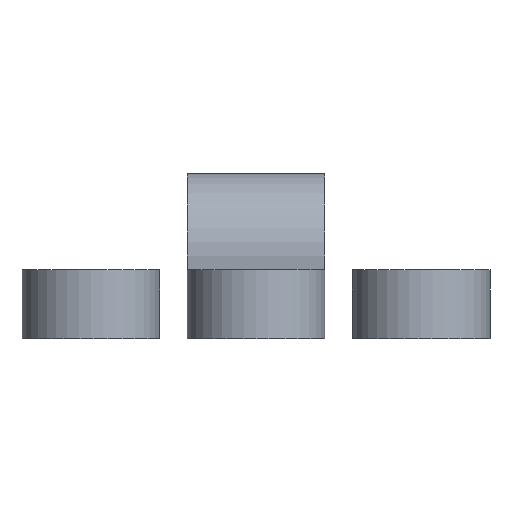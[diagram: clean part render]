
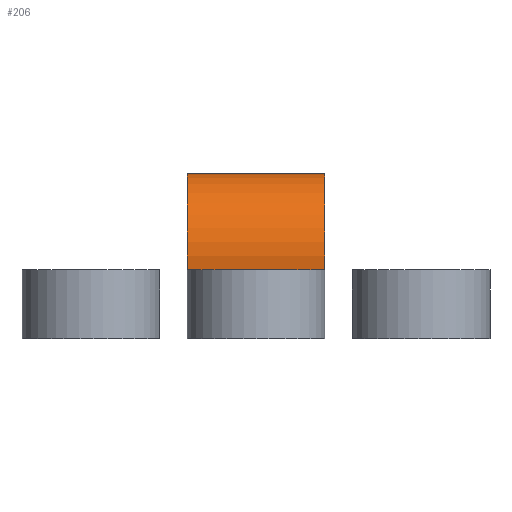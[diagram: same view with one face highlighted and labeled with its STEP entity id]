
A CAD part, left-side view. The second image highlights one B-rep face of the part: STEP entity #206.
In plain terms, the highlighted cylindrical face has radius 6 mm (diameter 12 mm), a full revolution.
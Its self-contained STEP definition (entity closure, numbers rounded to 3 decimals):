
#38=FACE_OUTER_BOUND('',#54,.T.);
#54=EDGE_LOOP('',(#153,#154,#155,#156));
#78=LINE('',#355,#86);
#86=VECTOR('',#283,6.);
#95=CIRCLE('',#242,6.);
#96=CIRCLE('',#243,6.);
#111=VERTEX_POINT('',#352);
#112=VERTEX_POINT('',#354);
#128=EDGE_CURVE('',#111,#111,#95,.T.);
#129=EDGE_CURVE('',#111,#112,#78,.T.);
#130=EDGE_CURVE('',#112,#112,#96,.T.);
#153=ORIENTED_EDGE('',*,*,#128,.T.);
#154=ORIENTED_EDGE('',*,*,#129,.T.);
#155=ORIENTED_EDGE('',*,*,#130,.F.);
#156=ORIENTED_EDGE('',*,*,#129,.F.);
#198=CYLINDRICAL_SURFACE('',#241,6.);
#206=ADVANCED_FACE('',(#38),#198,.T.);
#241=AXIS2_PLACEMENT_3D('',#351,#279,#280);
#242=AXIS2_PLACEMENT_3D('',#353,#281,#282);
#243=AXIS2_PLACEMENT_3D('',#356,#284,#285);
#279=DIRECTION('center_axis',(0.,1.,0.));
#280=DIRECTION('ref_axis',(1.,0.,0.));
#281=DIRECTION('center_axis',(0.,-1.,0.));
#282=DIRECTION('ref_axis',(1.,0.,0.));
#283=DIRECTION('',(0.,-1.,0.));
#284=DIRECTION('center_axis',(0.,-1.,0.));
#285=DIRECTION('ref_axis',(1.,0.,0.));
#351=CARTESIAN_POINT('Origin',(55.,-5.,6.));
#352=CARTESIAN_POINT('',(49.,5.,6.));
#353=CARTESIAN_POINT('Origin',(55.,5.,6.));
#354=CARTESIAN_POINT('',(49.,-5.,6.));
#355=CARTESIAN_POINT('',(49.,-5.,6.));
#356=CARTESIAN_POINT('Origin',(55.,-5.,6.));
